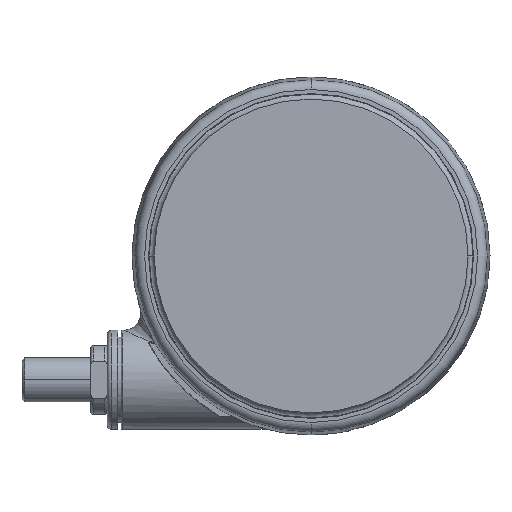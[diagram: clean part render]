
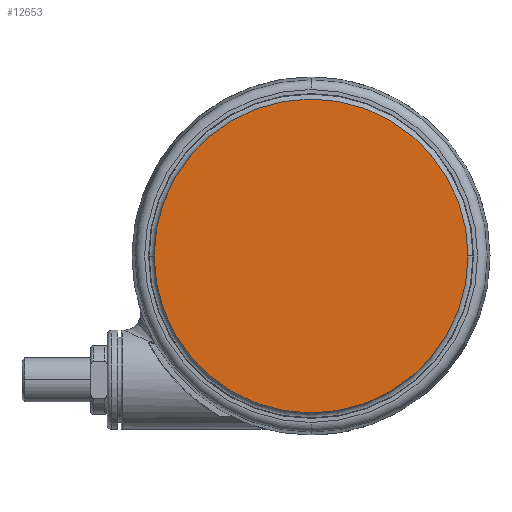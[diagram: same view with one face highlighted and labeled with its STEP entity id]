
A CAD part, left-side view. The second image highlights one B-rep face of the part: STEP entity #12653.
In plain terms, the highlighted face is planar.
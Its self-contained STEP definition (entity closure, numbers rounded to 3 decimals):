
#6177 = DIRECTION ( 'NONE',  ( 0., 0., -1. ) ) ;
#9685 = EDGE_CURVE ( 'NONE', #73429, #21538, #72418, .T. ) ;
#12653 = ADVANCED_FACE ( 'NONE', ( #54385 ), #20427, .T. ) ;
#13391 = DIRECTION ( 'NONE',  ( 0., 0., -1. ) ) ;
#13987 = CARTESIAN_POINT ( 'NONE',  ( -2.882, -56.927, -68.2 ) ) ;
#20427 = PLANE ( 'NONE',  #62110 ) ;
#21538 = VERTEX_POINT ( 'NONE', #46240 ) ;
#23798 = ORIENTED_EDGE ( 'NONE', *, *, #51625, .T. ) ;
#24057 = AXIS2_PLACEMENT_3D ( 'NONE', #40199, #6177, #45904 ) ;
#34916 = AXIS2_PLACEMENT_3D ( 'NONE', #47456, #13391, #53116 ) ;
#37571 = DIRECTION ( 'NONE',  ( -0.051, -0.999, 0. ) ) ;
#40199 = CARTESIAN_POINT ( 'NONE',  ( 0., 0., -68.2 ) ) ;
#45904 = DIRECTION ( 'NONE',  ( -0.051, -0.999, 0. ) ) ;
#46240 = CARTESIAN_POINT ( 'NONE',  ( 2.882, 56.927, -68.2 ) ) ;
#46891 = ORIENTED_EDGE ( 'NONE', *, *, #9685, .T. ) ;
#47456 = CARTESIAN_POINT ( 'NONE',  ( 0., 0., -68.2 ) ) ;
#51625 = EDGE_CURVE ( 'NONE', #21538, #73429, #60924, .T. ) ;
#53116 = DIRECTION ( 'NONE',  ( -0.051, -0.999, 0. ) ) ;
#54385 = FACE_OUTER_BOUND ( 'NONE', #58410, .T. ) ;
#58410 = EDGE_LOOP ( 'NONE', ( #23798, #46891 ) ) ;
#60082 = CARTESIAN_POINT ( 'NONE',  ( 0., 0., -68.2 ) ) ;
#60924 = CIRCLE ( 'NONE', #24057, 57. ) ;
#62110 = AXIS2_PLACEMENT_3D ( 'NONE', #60082, #71446, #37571 ) ;
#71446 = DIRECTION ( 'NONE',  ( 0., 0., -1. ) ) ;
#72418 = CIRCLE ( 'NONE', #34916, 57. ) ;
#73429 = VERTEX_POINT ( 'NONE', #13987 ) ;
